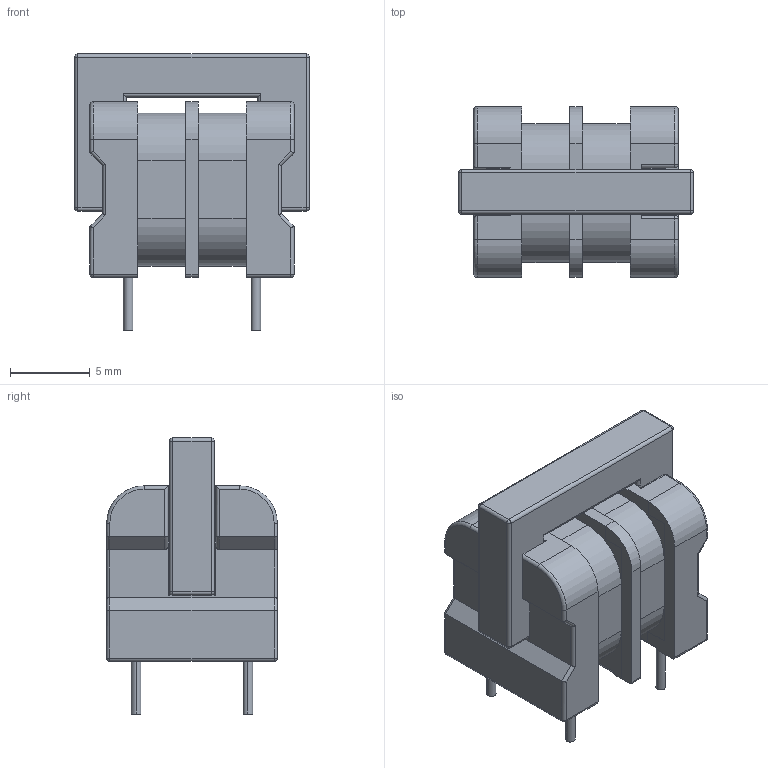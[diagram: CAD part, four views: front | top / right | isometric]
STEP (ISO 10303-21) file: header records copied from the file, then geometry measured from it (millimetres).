
FILE_DESCRIPTION (( 'STEP AP214' ), '1' );
FILE_NAME ('filtr-ac-pins7x8.STEP', '2013-12-27T09:40:57', ( 'tom' ), ( '' ), 'SwSTEP 2.0', 'SolidWorks 2013', '' );
FILE_SCHEMA (( 'AUTOMOTIVE_DESIGN' ));
Length unit declared in the file: millimetre
Products named in the file (1): filtr-ac-pins7x8
Bounding box: 14.7 x 10.7 x 17.3 mm (x, y, z)
Volume: 1337.9 mm3; surface area: 1165.5 mm2
Topology: 1 solids, 1 shells, 196 faces, 504 edges, 300 vertices
Faces by surface type: cylinder 96, plane 82, sphere 14, torus 4
Entity records: 6086 total; most frequent: CARTESIAN_POINT 1101, ORIENTED_EDGE 980, DIRECTION 972, EDGE_CURVE 490, VECTOR 326, LINE 326, AXIS2_PLACEMENT_3D 323, VERTEX_POINT 300
